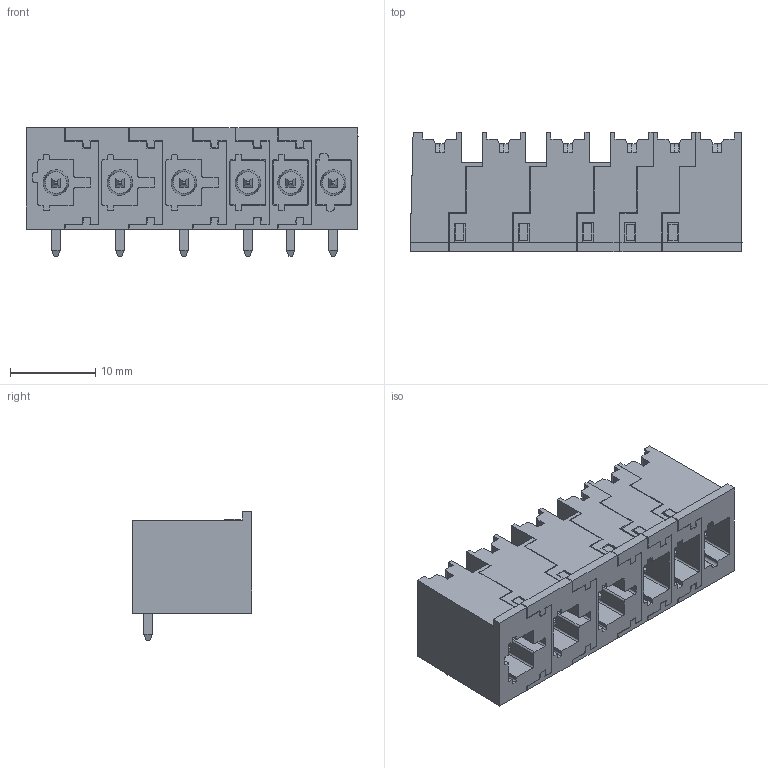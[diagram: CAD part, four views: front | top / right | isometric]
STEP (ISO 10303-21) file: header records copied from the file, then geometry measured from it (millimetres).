
FILE_DESCRIPTION(('CATIA V5 STEP Exchange','CAx-IF Rec.Pracs.--- Model Styling and Organization---1.4--- 2014-01-23'),'2;1');
FILE_NAME ('1361778-2_1', '2022-10-26T11:44:36+00:00', ('none'), ('Weidmueller'), 'CATIA Version 5-6 Release 2016 SP3 HF44', 'CATIA V5 STEP AP214', 'none');
FILE_SCHEMA(('AUTOMOTIVE_DESIGN { 1 0 10303 214 1 1 1 1 }'));
Length unit declared in the file: millimetre
Products named in the file (1): 8000078339
Bounding box: 38.9 x 14 x 15.1 mm (x, y, z)
Volume: 4068.7 mm3; surface area: 6918.5 mm2
Topology: 12 solids, 12 shells, 729 faces, 2045 edges, 1351 vertices
Faces by surface type: plane 627, extrusion 36, cylinder 30, revolution 24, cone 12
Entity records: 24916 total; most frequent: CARTESIAN_POINT 5690, ORIENTED_EDGE 4090, DIRECTION 3315, EDGE_CURVE 2045, VECTOR 1871, LINE 1835, VERTEX_POINT 1351, EDGE_LOOP 772
